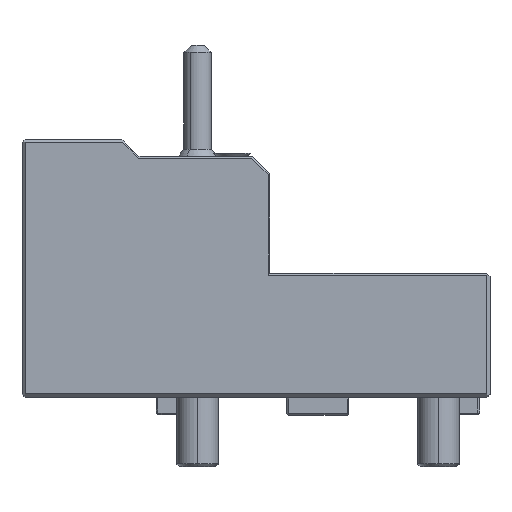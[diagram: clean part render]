
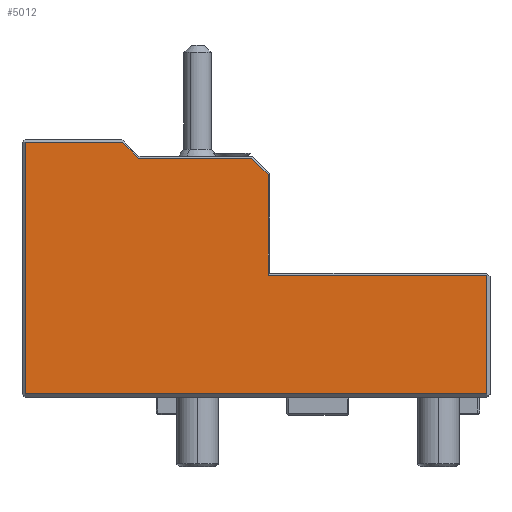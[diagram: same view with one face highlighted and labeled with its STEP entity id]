
A CAD part, top view. The second image highlights one B-rep face of the part: STEP entity #5012.
In plain terms, the highlighted planar face has unit normal (0, 0, 1).
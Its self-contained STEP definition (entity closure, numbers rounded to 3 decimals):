
#986=DIRECTION('',(0.,-1.,0.));
#987=VECTOR('',#986,34.5);
#988=CARTESIAN_POINT('',(49.,35.5,47.5));
#989=LINE('',#988,#987);
#990=DIRECTION('',(-1.,0.,0.));
#991=VECTOR('',#990,134.);
#992=CARTESIAN_POINT('',(49.,1.,47.5));
#993=LINE('',#992,#991);
#994=DIRECTION('',(0.,-1.,0.));
#995=VECTOR('',#994,73.);
#996=CARTESIAN_POINT('',(-85.,74.,47.5));
#997=LINE('',#996,#995);
#998=DIRECTION('',(1.,0.,0.));
#999=VECTOR('',#998,28.293);
#1000=CARTESIAN_POINT('',(-85.,74.,47.5));
#1001=LINE('',#1000,#999);
#1002=DIRECTION('',(-0.707,0.707,0.));
#1003=VECTOR('',#1002,6.364);
#1004=CARTESIAN_POINT('',(-52.207,69.5,47.5));
#1005=LINE('',#1004,#1003);
#1006=DIRECTION('',(-1.,0.,0.));
#1007=VECTOR('',#1006,33.);
#1008=CARTESIAN_POINT('',(-19.207,69.5,47.5));
#1009=LINE('',#1008,#1007);
#1010=DIRECTION('',(-0.707,0.707,0.));
#1011=VECTOR('',#1010,6.657);
#1012=CARTESIAN_POINT('',(-14.5,64.793,47.5));
#1013=LINE('',#1012,#1011);
#1014=DIRECTION('',(0.,1.,0.));
#1015=VECTOR('',#1014,29.293);
#1016=CARTESIAN_POINT('',(-14.5,35.5,47.5));
#1017=LINE('',#1016,#1015);
#1018=DIRECTION('',(-1.,0.,0.));
#1019=VECTOR('',#1018,63.5);
#1020=CARTESIAN_POINT('',(49.,35.5,47.5));
#1021=LINE('',#1020,#1019);
#3324=CARTESIAN_POINT('',(49.,35.5,47.5));
#3325=CARTESIAN_POINT('',(-14.5,35.5,47.5));
#3326=VERTEX_POINT('',#3324);
#3327=VERTEX_POINT('',#3325);
#3390=CARTESIAN_POINT('',(-85.,74.,47.5));
#3391=VERTEX_POINT('',#3390);
#3417=CARTESIAN_POINT('',(-52.207,69.5,47.5));
#3419=VERTEX_POINT('',#3417);
#3420=CARTESIAN_POINT('',(49.,1.,47.5));
#3421=VERTEX_POINT('',#3420);
#3429=CARTESIAN_POINT('',(-19.207,69.5,47.5));
#3431=VERTEX_POINT('',#3429);
#3436=CARTESIAN_POINT('',(-56.707,74.,47.5));
#3438=VERTEX_POINT('',#3436);
#3449=CARTESIAN_POINT('',(-14.5,64.793,47.5));
#3451=VERTEX_POINT('',#3449);
#3480=CARTESIAN_POINT('',(-85.,1.,47.5));
#3481=VERTEX_POINT('',#3480);
#4988=CARTESIAN_POINT('',(-86.,0.,47.5));
#4989=DIRECTION('',(0.,0.,1.));
#4990=DIRECTION('',(1.,0.,0.));
#4991=AXIS2_PLACEMENT_3D('',#4988,#4989,#4990);
#4992=PLANE('',#4991);
#4994=ORIENTED_EDGE('',*,*,#4993,.T.);
#4995=ORIENTED_EDGE('',*,*,#4975,.T.);
#4997=ORIENTED_EDGE('',*,*,#4996,.F.);
#4999=ORIENTED_EDGE('',*,*,#4998,.T.);
#5001=ORIENTED_EDGE('',*,*,#5000,.F.);
#5003=ORIENTED_EDGE('',*,*,#5002,.F.);
#5005=ORIENTED_EDGE('',*,*,#5004,.F.);
#5007=ORIENTED_EDGE('',*,*,#5006,.F.);
#5009=ORIENTED_EDGE('',*,*,#5008,.F.);
#5010=EDGE_LOOP('',(#4994,#4995,#4997,#4999,#5001,#5003,#5005,#5007,#5009));
#5011=FACE_OUTER_BOUND('',#5010,.F.);
#4975=EDGE_CURVE('',#3421,#3481,#993,.T.);
#4993=EDGE_CURVE('',#3326,#3421,#989,.T.);
#4996=EDGE_CURVE('',#3391,#3481,#997,.T.);
#4998=EDGE_CURVE('',#3391,#3438,#1001,.T.);
#5000=EDGE_CURVE('',#3419,#3438,#1005,.T.);
#5002=EDGE_CURVE('',#3431,#3419,#1009,.T.);
#5004=EDGE_CURVE('',#3451,#3431,#1013,.T.);
#5006=EDGE_CURVE('',#3327,#3451,#1017,.T.);
#5008=EDGE_CURVE('',#3326,#3327,#1021,.T.);
#5012=ADVANCED_FACE('',(#5011),#4992,.T.);
